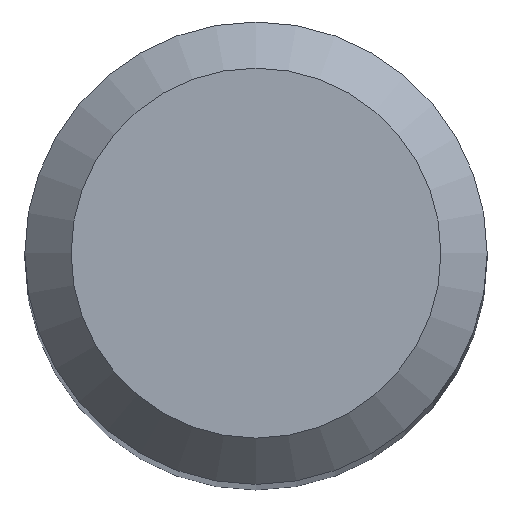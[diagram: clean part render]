
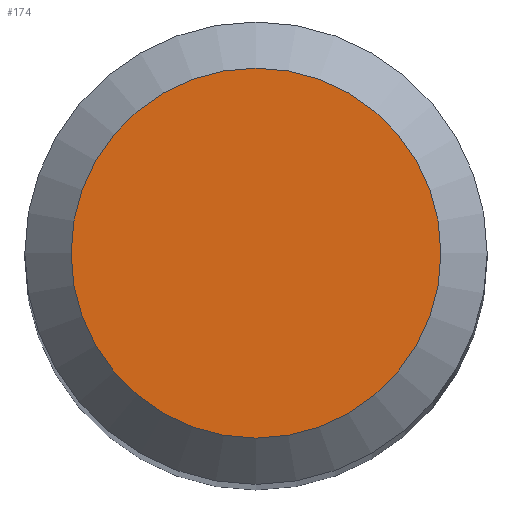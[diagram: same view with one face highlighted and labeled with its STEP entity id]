
A CAD part, top view. The second image highlights one B-rep face of the part: STEP entity #174.
In plain terms, the highlighted planar face has unit normal (0, 0, 1).
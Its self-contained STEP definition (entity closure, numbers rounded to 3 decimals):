
#11 = AXIS2_PLACEMENT_3D ( 'NONE', #154, #66, #221 ) ;
#12 = EDGE_LOOP ( 'NONE', ( #99 ) ) ;
#52 = CARTESIAN_POINT ( 'NONE',  ( 0., 0., 50. ) ) ;
#66 = DIRECTION ( 'NONE',  ( 0., 0., -1. ) ) ;
#71 = CARTESIAN_POINT ( 'NONE',  ( 0., 2.4, 50. ) ) ;
#88 = PLANE ( 'NONE',  #11 ) ;
#90 = FACE_OUTER_BOUND ( 'NONE', #12, .T. ) ;
#99 = ORIENTED_EDGE ( 'NONE', *, *, #101, .F. ) ;
#101 = EDGE_CURVE ( 'NONE', #223, #223, #111, .T. ) ;
#111 = CIRCLE ( 'NONE', #185, 2.4 ) ;
#154 = CARTESIAN_POINT ( 'NONE',  ( 0., 0., 50. ) ) ;
#174 = ADVANCED_FACE ( 'NONE', ( #90 ), #88, .F. ) ;
#185 = AXIS2_PLACEMENT_3D ( 'NONE', #52, #210, #194 ) ;
#194 = DIRECTION ( 'NONE',  ( 0., 1., 0. ) ) ;
#210 = DIRECTION ( 'NONE',  ( 0., 0., -1. ) ) ;
#221 = DIRECTION ( 'NONE',  ( 0., 1., 0. ) ) ;
#223 = VERTEX_POINT ( 'NONE', #71 ) ;
